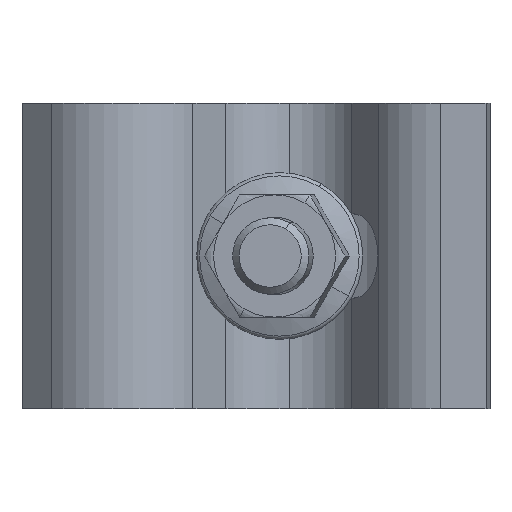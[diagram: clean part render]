
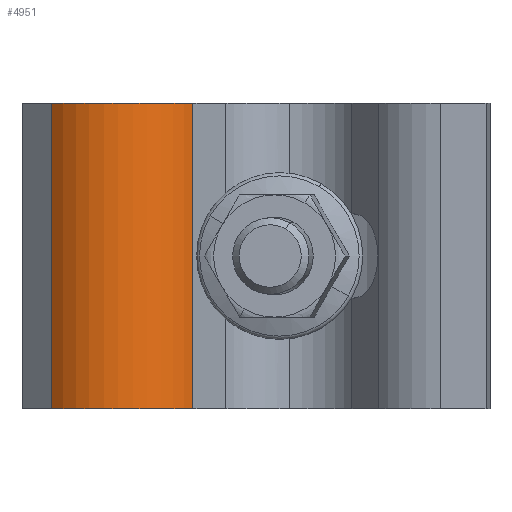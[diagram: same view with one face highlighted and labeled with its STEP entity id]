
A CAD part, front view. The second image highlights one B-rep face of the part: STEP entity #4951.
In plain terms, the highlighted cylindrical face has radius 12 mm (diameter 24 mm), a partial arc.
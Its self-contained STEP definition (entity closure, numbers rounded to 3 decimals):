
#3727=CARTESIAN_POINT('',(52.644,19.265,0.));
#3728=DIRECTION('',(0.,0.,1.));
#3729=DIRECTION('',(-0.707,-0.707,0.));
#3730=AXIS2_PLACEMENT_3D('',#3727,#3728,#3729);
#3812=CARTESIAN_POINT('',(52.644,19.265,-40.));
#3813=DIRECTION('',(0.,0.,-1.));
#3814=DIRECTION('',(0.831,-0.557,0.));
#3815=AXIS2_PLACEMENT_3D('',#3812,#3813,#3814);
#3942=DIRECTION('',(0.,0.,-1.));
#3943=VECTOR('',#3942,40.);
#3944=CARTESIAN_POINT('',(44.159,10.78,0.));
#3945=LINE('',#3944,#3943);
#3946=DIRECTION('',(0.,0.,1.));
#3947=VECTOR('',#3946,40.);
#3948=CARTESIAN_POINT('',(62.613,12.586,-40.));
#3949=LINE('',#3948,#3947);
#3951=CARTESIAN_POINT('',(62.613,12.586,-40.));
#3953=VERTEX_POINT('',#3951);
#3954=CARTESIAN_POINT('',(62.613,12.586,
0.));
#3955=VERTEX_POINT('',#3954);
#4034=CARTESIAN_POINT('',(44.159,10.78,
0.));
#4035=VERTEX_POINT('',#4034);
#4042=CARTESIAN_POINT('',(44.159,10.78,-40.));
#4043=VERTEX_POINT('',#4042);
#4940=CARTESIAN_POINT('',(52.644,19.265,
0.));
#4941=DIRECTION('',(0.,0.,1.));
#4942=DIRECTION('',(1.,0.,0.));
#4943=AXIS2_PLACEMENT_3D('',#4940,#4941,#4942);
#4944=CYLINDRICAL_SURFACE('',#4943,12.);
#4945=ORIENTED_EDGE('',*,*,#4934,.F.);
#4946=ORIENTED_EDGE('',*,*,#4233,.T.);
#4947=ORIENTED_EDGE('',*,*,#4063,.F.);
#4948=ORIENTED_EDGE('',*,*,#4288,.T.);
#4949=EDGE_LOOP('',(#4945,#4946,#4947,#4948));
#4950=FACE_OUTER_BOUND('',#4949,.F.);
#4951=ADVANCED_FACE('',(#4950),#4944,.T.);
#3731=CIRCLE('',#3730,12.);
#3816=CIRCLE('',#3815,12.);
#4063=EDGE_CURVE('',#3953,#3955,#3949,.T.);
#4233=EDGE_CURVE('',#4035,#3955,#3731,.T.);
#4288=EDGE_CURVE('',#3953,#4043,#3816,.T.);
#4934=EDGE_CURVE('',#4035,#4043,#3945,.T.);
